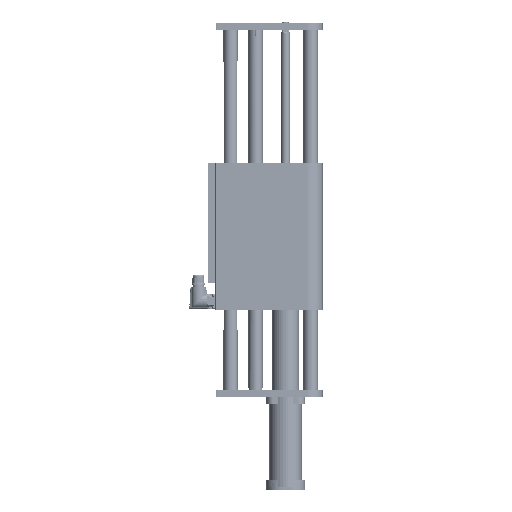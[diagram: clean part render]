
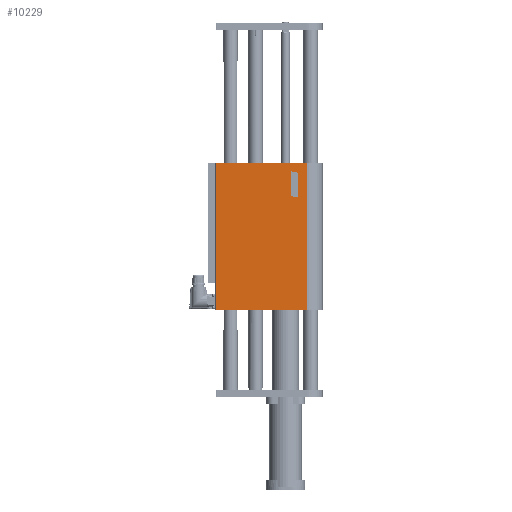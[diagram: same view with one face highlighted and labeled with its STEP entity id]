
A CAD part, left-side view. The second image highlights one B-rep face of the part: STEP entity #10229.
In plain terms, the highlighted planar face has unit normal (-1, 0, 0).
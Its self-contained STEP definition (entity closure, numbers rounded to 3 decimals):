
#467 = VECTOR ( 'NONE', #25536, 1000. ) ;
#3223 = VECTOR ( 'NONE', #111700, 1000. ) ;
#3499 = LINE ( 'NONE', #99799, #140762 ) ;
#10229 = ADVANCED_FACE ( 'NONE', ( #76822, #76051 ), #113822, .T. ) ;
#14284 = DIRECTION ( 'NONE',  ( 0., -1., 0. ) ) ;
#16571 = LINE ( 'NONE', #28387, #91973 ) ;
#17126 = CARTESIAN_POINT ( 'NONE',  ( -22.5, -49.922, 91.004 ) ) ;
#19813 = EDGE_CURVE ( 'NONE', #37052, #55800, #53263, .T. ) ;
#20339 = EDGE_CURVE ( 'NONE', #27917, #37052, #98126, .T. ) ;
#21822 = CARTESIAN_POINT ( 'NONE',  ( -22.5, -49.922, 0. ) ) ;
#25536 = DIRECTION ( 'NONE',  ( 0., -0.978, -0.208 ) ) ;
#26883 = EDGE_CURVE ( 'NONE', #108141, #27917, #121057, .T. ) ;
#27831 = DIRECTION ( 'NONE',  ( 0., 0., -1. ) ) ;
#27917 = VERTEX_POINT ( 'NONE', #149008 ) ;
#28387 = CARTESIAN_POINT ( 'NONE',  ( -22.5, 57., 103. ) ) ;
#28731 = VERTEX_POINT ( 'NONE', #119342 ) ;
#34080 = ORIENTED_EDGE ( 'NONE', *, *, #95107, .T. ) ;
#37052 = VERTEX_POINT ( 'NONE', #116929 ) ;
#38039 = CARTESIAN_POINT ( 'NONE',  ( -22.5, 55.5, -103. ) ) ;
#38124 = CARTESIAN_POINT ( 'NONE',  ( -22.5, -58.906, 0. ) ) ;
#43543 = DIRECTION ( 'NONE',  ( 0., -1., 0. ) ) ;
#43793 = EDGE_LOOP ( 'NONE', ( #46325, #153401, #130925, #117247 ) ) ;
#44588 = LINE ( 'NONE', #80942, #80065 ) ;
#46325 = ORIENTED_EDGE ( 'NONE', *, *, #26883, .T. ) ;
#52944 = VECTOR ( 'NONE', #96015, 1000. ) ;
#53263 = LINE ( 'NONE', #125846, #3223 ) ;
#53864 = CARTESIAN_POINT ( 'NONE',  ( -22.5, 57., -103. ) ) ;
#55800 = VERTEX_POINT ( 'NONE', #124542 ) ;
#64277 = DIRECTION ( 'NONE',  ( 0., 0., 1. ) ) ;
#74314 = CARTESIAN_POINT ( 'NONE',  ( -22.5, -71.5, 103. ) ) ;
#76051 = FACE_BOUND ( 'NONE', #43793, .T. ) ;
#76822 = FACE_OUTER_BOUND ( 'NONE', #79924, .T. ) ;
#79924 = EDGE_LOOP ( 'NONE', ( #106815, #34080, #100299, #105578 ) ) ;
#80065 = VECTOR ( 'NONE', #104611, 1000. ) ;
#80942 = CARTESIAN_POINT ( 'NONE',  ( -22.5, 57., -103. ) ) ;
#81555 = VERTEX_POINT ( 'NONE', #155632 ) ;
#83628 = VECTOR ( 'NONE', #108070, 1000. ) ;
#85742 = EDGE_CURVE ( 'NONE', #81555, #155857, #16571, .T. ) ;
#89098 = VECTOR ( 'NONE', #27831, 1000. ) ;
#91973 = VECTOR ( 'NONE', #14284, 1000. ) ;
#92729 = EDGE_CURVE ( 'NONE', #55800, #108141, #156057, .T. ) ;
#95107 = EDGE_CURVE ( 'NONE', #81555, #144047, #95421, .T. ) ;
#95421 = LINE ( 'NONE', #142022, #83628 ) ;
#96015 = DIRECTION ( 'NONE',  ( 0., 0., 1. ) ) ;
#98126 = LINE ( 'NONE', #38124, #89098 ) ;
#98153 = CARTESIAN_POINT ( 'NONE',  ( -22.5, -20.701, 97.226 ) ) ;
#99799 = CARTESIAN_POINT ( 'NONE',  ( -22.5, -71.5, -103. ) ) ;
#100299 = ORIENTED_EDGE ( 'NONE', *, *, #148196, .T. ) ;
#104611 = DIRECTION ( 'NONE',  ( 0., -1., 0. ) ) ;
#105578 = ORIENTED_EDGE ( 'NONE', *, *, #107003, .T. ) ;
#106815 = ORIENTED_EDGE ( 'NONE', *, *, #85742, .F. ) ;
#107003 = EDGE_CURVE ( 'NONE', #28731, #155857, #3499, .T. ) ;
#108070 = DIRECTION ( 'NONE',  ( 0., 0., -1. ) ) ;
#108141 = VERTEX_POINT ( 'NONE', #17126 ) ;
#111700 = DIRECTION ( 'NONE',  ( 0., 0.978, 0.208 ) ) ;
#113822 = PLANE ( 'NONE',  #134190 ) ;
#116929 = CARTESIAN_POINT ( 'NONE',  ( -22.5, -58.906, 54.3 ) ) ;
#117247 = ORIENTED_EDGE ( 'NONE', *, *, #92729, .T. ) ;
#119342 = CARTESIAN_POINT ( 'NONE',  ( -22.5, -71.5, -103. ) ) ;
#121057 = LINE ( 'NONE', #98153, #467 ) ;
#124542 = CARTESIAN_POINT ( 'NONE',  ( -22.5, -49.922, 56.212 ) ) ;
#125846 = CARTESIAN_POINT ( 'NONE',  ( -22.5, -13.606, 63.94 ) ) ;
#130925 = ORIENTED_EDGE ( 'NONE', *, *, #19813, .T. ) ;
#134190 = AXIS2_PLACEMENT_3D ( 'NONE', #53864, #134498, #43543 ) ;
#134498 = DIRECTION ( 'NONE',  ( -1., 0., 0. ) ) ;
#140762 = VECTOR ( 'NONE', #64277, 1000. ) ;
#142022 = CARTESIAN_POINT ( 'NONE',  ( -22.5, 55.5, -103. ) ) ;
#144047 = VERTEX_POINT ( 'NONE', #38039 ) ;
#148196 = EDGE_CURVE ( 'NONE', #144047, #28731, #44588, .T. ) ;
#149008 = CARTESIAN_POINT ( 'NONE',  ( -22.5, -58.906, 89.091 ) ) ;
#153401 = ORIENTED_EDGE ( 'NONE', *, *, #20339, .T. ) ;
#155632 = CARTESIAN_POINT ( 'NONE',  ( -22.5, 55.5, 103. ) ) ;
#155857 = VERTEX_POINT ( 'NONE', #74314 ) ;
#156057 = LINE ( 'NONE', #21822, #52944 ) ;
